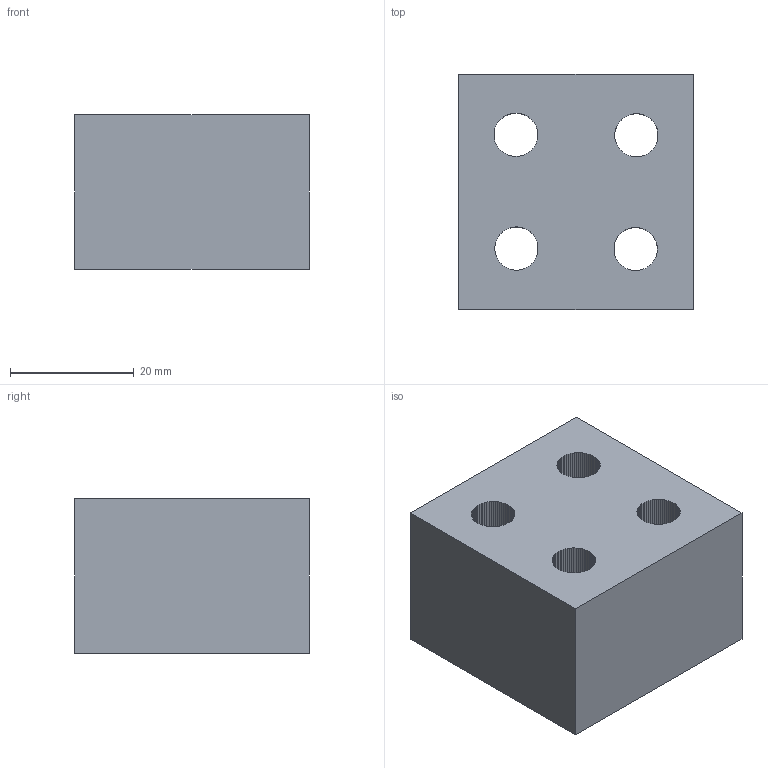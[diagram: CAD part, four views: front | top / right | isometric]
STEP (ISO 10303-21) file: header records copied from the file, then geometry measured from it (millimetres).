
FILE_DESCRIPTION(/* description */ (''),/* implementation_level */ '2;1');
FILE_NAME(/* name */ 'LCD_Spacer.stp',/* time_stamp */ '2020-06-18T20:58:22-04:00',/* author */ ('Daddy_DSC'),/* organization */ (''),/* preprocessor_version */ 'ST-DEVELOPER v18',/* originating_system */ 'Autodesk Inventor 2020',/* authorisation */ '');
FILE_SCHEMA (('AUTOMOTIVE_DESIGN { 1 0 10303 214 3 1 1 }'));
Length unit declared in the file: millimetre
Products named in the file (1): LCD_Spacer
Bounding box: 38 x 38 x 25 mm (x, y, z)
Volume: 32243.8 mm3; surface area: 8581.7 mm2
Topology: 1 solids, 1 shells, 262 faces, 780 edges, 520 vertices
Faces by surface type: plane 262
Entity records: 8670 total; most frequent: CARTESIAN_POINT 1563, ORIENTED_EDGE 1560, DIRECTION 1306, LINE 780, VECTOR 780, EDGE_CURVE 780, VERTEX_POINT 520, EDGE_LOOP 270
